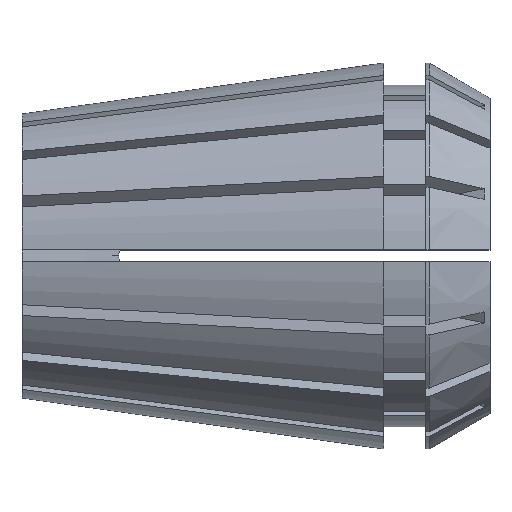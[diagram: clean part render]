
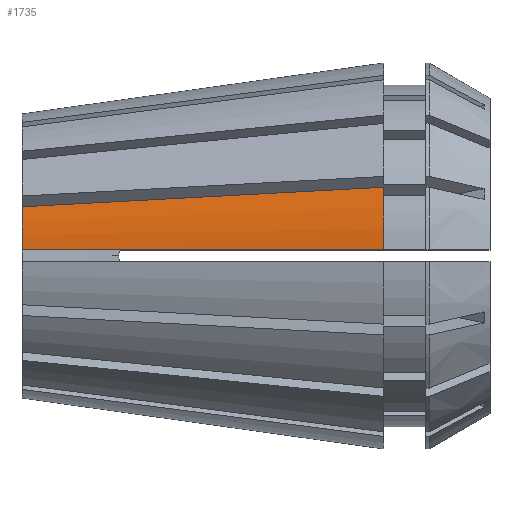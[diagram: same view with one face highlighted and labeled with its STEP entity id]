
A CAD part, top view. The second image highlights one B-rep face of the part: STEP entity #1735.
In plain terms, the highlighted conical face has half-angle 8 degrees and reference radius 16.5 mm.
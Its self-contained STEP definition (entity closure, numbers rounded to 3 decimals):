
#360 = B_SPLINE_CURVE_WITH_KNOTS ( 'NONE', 3,
 ( #3205, #4065, #708, #649, #3633, #1089, #2330 ),
 .UNSPECIFIED., .F., .F.,
 ( 4, 3, 4 ),
 ( 0., 0.021, 0.031 ),
 .UNSPECIFIED. ) ;
#450 = AXIS2_PLACEMENT_3D ( 'NONE', #4239, #2577, #4672 ) ;
#649 = CARTESIAN_POINT ( 'NONE',  ( 21.136, 5.324, 14.16 ) ) ;
#695 = CARTESIAN_POINT ( 'NONE',  ( 29.224, 0.5, 16.257 ) ) ;
#708 = CARTESIAN_POINT ( 'NONE',  ( 14.091, 4.945, 13.245 ) ) ;
#1089 = CARTESIAN_POINT ( 'NONE',  ( 27.645, 5.674, 15.006 ) ) ;
#1207 = B_SPLINE_CURVE_WITH_KNOTS ( 'NONE', 3,
 ( #2794, #695, #2729, #1230, #5009, #4609, #4217, #5435, #4570, #1579 ),
 .UNSPECIFIED., .F., .F.,
 ( 4, 3, 3, 4 ),
 ( 0.056, 0.061, 0.083, 0.087 ),
 .UNSPECIFIED. ) ;
#1230 = CARTESIAN_POINT ( 'NONE',  ( 25.872, 0.5, 15.786 ) ) ;
#1279 = CONICAL_SURFACE ( 'NONE', #450, 16.5, 0.14 ) ;
#1442 = ORIENTED_EDGE ( 'NONE', *, *, #5183, .F. ) ;
#1523 = ORIENTED_EDGE ( 'NONE', *, *, #4229, .T. ) ;
#1579 = CARTESIAN_POINT ( 'NONE',  ( 0., 0.5, 12.147 ) ) ;
#1644 = CARTESIAN_POINT ( 'NONE',  ( 30.9, 0., 0. ) ) ;
#1694 = AXIS2_PLACEMENT_3D ( 'NONE', #1644, #5055, #3789 ) ;
#1735 = ADVANCED_FACE ( 'NONE', ( #2396 ), #1279, .T. ) ;
#1761 = ORIENTED_EDGE ( 'NONE', *, *, #5392, .F. ) ;
#2094 = DIRECTION ( 'NONE',  ( -1., 0., 0. ) ) ;
#2278 = VERTEX_POINT ( 'NONE', #3750 ) ;
#2330 = CARTESIAN_POINT ( 'NONE',  ( 30.9, 5.85, 15.429 ) ) ;
#2396 = FACE_OUTER_BOUND ( 'NONE', #4650, .T. ) ;
#2515 = CIRCLE ( 'NONE', #1694, 16.5 ) ;
#2577 = DIRECTION ( 'NONE',  ( 1., 0., 0. ) ) ;
#2710 = CIRCLE ( 'NONE', #4056, 12.158 ) ;
#2729 = CARTESIAN_POINT ( 'NONE',  ( 27.548, 0.5, 16.021 ) ) ;
#2794 = CARTESIAN_POINT ( 'NONE',  ( 30.9, 0.5, 16.493 ) ) ;
#3137 = ORIENTED_EDGE ( 'NONE', *, *, #5496, .F. ) ;
#3205 = CARTESIAN_POINT ( 'NONE',  ( 0., 4.187, 11.414 ) ) ;
#3247 = CARTESIAN_POINT ( 'NONE',  ( 30.9, 5.85, 15.429 ) ) ;
#3518 = VERTEX_POINT ( 'NONE', #3247 ) ;
#3633 = CARTESIAN_POINT ( 'NONE',  ( 24.391, 5.499, 14.583 ) ) ;
#3750 = CARTESIAN_POINT ( 'NONE',  ( 0., 4.187, 11.414 ) ) ;
#3789 = DIRECTION ( 'NONE',  ( 0., 0., 1. ) ) ;
#3823 = DIRECTION ( 'NONE',  ( 0., 0., 1. ) ) ;
#3838 = CARTESIAN_POINT ( 'NONE',  ( 30.9, 0.5, 16.493 ) ) ;
#4056 = AXIS2_PLACEMENT_3D ( 'NONE', #4253, #2094, #3823 ) ;
#4065 = CARTESIAN_POINT ( 'NONE',  ( 7.045, 4.566, 12.33 ) ) ;
#4116 = VERTEX_POINT ( 'NONE', #4917 ) ;
#4217 = CARTESIAN_POINT ( 'NONE',  ( 3.805, 0.5, 12.683 ) ) ;
#4229 = EDGE_CURVE ( 'NONE', #5443, #3518, #2515, .T. ) ;
#4239 = CARTESIAN_POINT ( 'NONE',  ( 30.9, 0., 0. ) ) ;
#4253 = CARTESIAN_POINT ( 'NONE',  ( 0., 0., 0. ) ) ;
#4570 = CARTESIAN_POINT ( 'NONE',  ( 1.268, 0.5, 12.326 ) ) ;
#4609 = CARTESIAN_POINT ( 'NONE',  ( 11.161, 0.5, 13.717 ) ) ;
#4650 = EDGE_LOOP ( 'NONE', ( #1442, #3137, #1761, #1523 ) ) ;
#4672 = DIRECTION ( 'NONE',  ( 0., 0., -1. ) ) ;
#4917 = CARTESIAN_POINT ( 'NONE',  ( 0., 0.5, 12.147 ) ) ;
#5009 = CARTESIAN_POINT ( 'NONE',  ( 18.516, 0.5, 14.751 ) ) ;
#5055 = DIRECTION ( 'NONE',  ( -1., 0., 0. ) ) ;
#5183 = EDGE_CURVE ( 'NONE', #2278, #3518, #360, .T. ) ;
#5392 = EDGE_CURVE ( 'NONE', #5443, #4116, #1207, .T. ) ;
#5435 = CARTESIAN_POINT ( 'NONE',  ( 2.537, 0.5, 12.504 ) ) ;
#5443 = VERTEX_POINT ( 'NONE', #3838 ) ;
#5496 = EDGE_CURVE ( 'NONE', #4116, #2278, #2710, .T. ) ;
